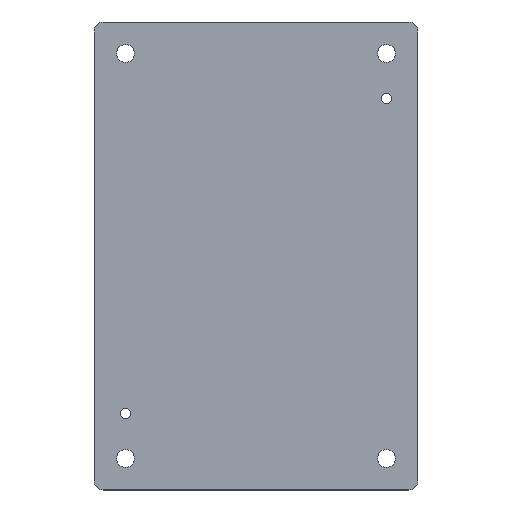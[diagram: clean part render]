
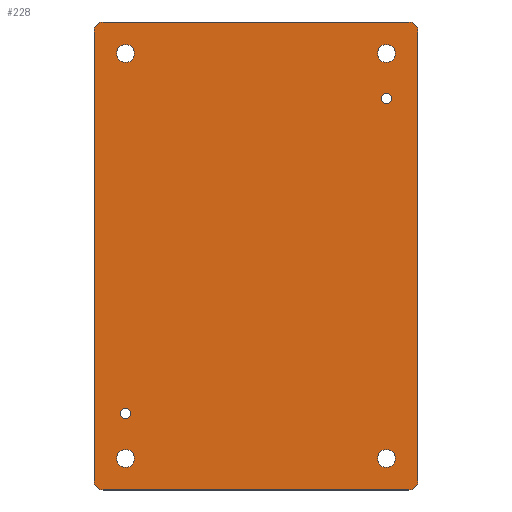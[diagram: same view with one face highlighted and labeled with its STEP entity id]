
A CAD part, top view. The second image highlights one B-rep face of the part: STEP entity #228.
In plain terms, the highlighted planar face has unit normal (0, 0, 1).
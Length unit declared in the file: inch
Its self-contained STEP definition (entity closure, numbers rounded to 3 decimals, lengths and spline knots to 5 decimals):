
#7 = EDGE_CURVE ( 'NONE', #178, #178, #419, .T. ) ;
#9 = DIRECTION ( 'NONE',  ( 1., 0., 0. ) ) ;
#19 = EDGE_CURVE ( 'NONE', #218, #544, #490, .T. ) ;
#21 = FACE_BOUND ( 'NONE', #576, .T. ) ;
#24 = DIRECTION ( 'NONE',  ( 0., 0., 1. ) ) ;
#25 = EDGE_LOOP ( 'NONE', ( #130 ) ) ;
#26 = DIRECTION ( 'NONE',  ( 1., 0., 0. ) ) ;
#36 = CIRCLE ( 'NONE', #518, 0.25 ) ;
#37 = CARTESIAN_POINT ( 'NONE',  ( -4.5, 0., 0. ) ) ;
#39 = LINE ( 'NONE', #215, #211 ) ;
#40 = EDGE_LOOP ( 'NONE', ( #295 ) ) ;
#45 = ORIENTED_EDGE ( 'NONE', *, *, #187, .T. ) ;
#50 = AXIS2_PLACEMENT_3D ( 'NONE', #361, #390, #498 ) ;
#57 = DIRECTION ( 'NONE',  ( 1., 0., 0. ) ) ;
#58 = FACE_BOUND ( 'NONE', #40, .T. ) ;
#68 = ORIENTED_EDGE ( 'NONE', *, *, #436, .T. ) ;
#69 = AXIS2_PLACEMENT_3D ( 'NONE', #70, #389, #302 ) ;
#70 = CARTESIAN_POINT ( 'NONE',  ( 3.625, -5.625, 0. ) ) ;
#73 = DIRECTION ( 'NONE',  ( 1., 0., 0. ) ) ;
#74 = EDGE_CURVE ( 'NONE', #401, #260, #36, .T. ) ;
#78 = EDGE_LOOP ( 'NONE', ( #250, #428, #582, #214, #570, #364, #68, #536 ) ) ;
#80 = VECTOR ( 'NONE', #399, 39.37008 ) ;
#88 = VERTEX_POINT ( 'NONE', #141 ) ;
#93 = DIRECTION ( 'NONE',  ( 0., 0., 1. ) ) ;
#97 = AXIS2_PLACEMENT_3D ( 'NONE', #557, #466, #57 ) ;
#111 = DIRECTION ( 'NONE',  ( 1., 0., 0. ) ) ;
#125 = AXIS2_PLACEMENT_3D ( 'NONE', #407, #501, #549 ) ;
#127 = VERTEX_POINT ( 'NONE', #421 ) ;
#130 = ORIENTED_EDGE ( 'NONE', *, *, #439, .T. ) ;
#133 = VERTEX_POINT ( 'NONE', #222 ) ;
#141 = CARTESIAN_POINT ( 'NONE',  ( -4.5, -6.25, 0. ) ) ;
#144 = DIRECTION ( 'NONE',  ( 0., 0., 1. ) ) ;
#145 = PLANE ( 'NONE',  #284 ) ;
#148 = FACE_BOUND ( 'NONE', #25, .T. ) ;
#153 = AXIS2_PLACEMENT_3D ( 'NONE', #319, #177, #174 ) ;
#158 = FACE_BOUND ( 'NONE', #402, .T. ) ;
#159 = VERTEX_POINT ( 'NONE', #374 ) ;
#172 = AXIS2_PLACEMENT_3D ( 'NONE', #383, #344, #26 ) ;
#174 = DIRECTION ( 'NONE',  ( 1., 0., 0. ) ) ;
#177 = DIRECTION ( 'NONE',  ( 0., 0., -1. ) ) ;
#178 = VERTEX_POINT ( 'NONE', #415 ) ;
#180 = AXIS2_PLACEMENT_3D ( 'NONE', #323, #93, #411 ) ;
#187 = EDGE_CURVE ( 'NONE', #321, #321, #577, .T. ) ;
#194 = CARTESIAN_POINT ( 'NONE',  ( 0., 0., 0. ) ) ;
#200 = VECTOR ( 'NONE', #73, 39.37008 ) ;
#210 = ORIENTED_EDGE ( 'NONE', *, *, #240, .T. ) ;
#211 = VECTOR ( 'NONE', #481, 39.37008 ) ;
#212 = DIRECTION ( 'NONE',  ( 0., -1., 0. ) ) ;
#214 = ORIENTED_EDGE ( 'NONE', *, *, #19, .T. ) ;
#215 = CARTESIAN_POINT ( 'NONE',  ( 4.5, 0., 0. ) ) ;
#218 = VERTEX_POINT ( 'NONE', #346 ) ;
#222 = CARTESIAN_POINT ( 'NONE',  ( 3.875, 5.625, 0. ) ) ;
#224 = CARTESIAN_POINT ( 'NONE',  ( 3.875, -5.625, 0. ) ) ;
#228 = ADVANCED_FACE ( 'NONE', ( #562, #58, #158, #21, #426, #148, #376 ), #145, .T. ) ;
#229 = VERTEX_POINT ( 'NONE', #224 ) ;
#240 = EDGE_CURVE ( 'NONE', #367, #367, #366, .T. ) ;
#247 = CIRCLE ( 'NONE', #125, 0.25 ) ;
#250 = ORIENTED_EDGE ( 'NONE', *, *, #455, .T. ) ;
#254 = ORIENTED_EDGE ( 'NONE', *, *, #400, .T. ) ;
#260 = VERTEX_POINT ( 'NONE', #513 ) ;
#264 = ORIENTED_EDGE ( 'NONE', *, *, #499, .T. ) ;
#265 = CARTESIAN_POINT ( 'NONE',  ( -3.48435, -4.375, 0. ) ) ;
#267 = VECTOR ( 'NONE', #212, 39.37008 ) ;
#278 = CARTESIAN_POINT ( 'NONE',  ( 4.25, 6.5, 0. ) ) ;
#284 = AXIS2_PLACEMENT_3D ( 'NONE', #194, #24, #111 ) ;
#295 = ORIENTED_EDGE ( 'NONE', *, *, #7, .T. ) ;
#302 = DIRECTION ( 'NONE',  ( 1., 0., 0. ) ) ;
#303 = VERTEX_POINT ( 'NONE', #278 ) ;
#304 = LINE ( 'NONE', #37, #267 ) ;
#307 = DIRECTION ( 'NONE',  ( 1., 0., 0. ) ) ;
#319 = CARTESIAN_POINT ( 'NONE',  ( 3.625, 4.375, 0. ) ) ;
#321 = VERTEX_POINT ( 'NONE', #413 ) ;
#322 = CARTESIAN_POINT ( 'NONE',  ( -4.25, -6.25, 0. ) ) ;
#323 = CARTESIAN_POINT ( 'NONE',  ( 4.25, 6.25, 0. ) ) ;
#340 = CIRCLE ( 'NONE', #69, 0.25 ) ;
#344 = DIRECTION ( 'NONE',  ( 0., 0., -1. ) ) ;
#346 = CARTESIAN_POINT ( 'NONE',  ( 4.25, -6.5, 0. ) ) ;
#348 = CARTESIAN_POINT ( 'NONE',  ( -4.25, 6.5, 0. ) ) ;
#361 = CARTESIAN_POINT ( 'NONE',  ( 4.25, -6.25, 0. ) ) ;
#364 = ORIENTED_EDGE ( 'NONE', *, *, #553, .T. ) ;
#366 = CIRCLE ( 'NONE', #172, 0.14065 ) ;
#367 = VERTEX_POINT ( 'NONE', #265 ) ;
#372 = EDGE_CURVE ( 'NONE', #159, #218, #579, .T. ) ;
#374 = CARTESIAN_POINT ( 'NONE',  ( -4.25, -6.5, 0. ) ) ;
#376 = FACE_OUTER_BOUND ( 'NONE', #78, .T. ) ;
#382 = AXIS2_PLACEMENT_3D ( 'NONE', #533, #485, #307 ) ;
#383 = CARTESIAN_POINT ( 'NONE',  ( -3.625, -4.375, 0. ) ) ;
#389 = DIRECTION ( 'NONE',  ( 0., 0., -1. ) ) ;
#390 = DIRECTION ( 'NONE',  ( 0., 0., 1. ) ) ;
#395 = CARTESIAN_POINT ( 'NONE',  ( 0., -6.5, 0. ) ) ;
#399 = DIRECTION ( 'NONE',  ( -1., 0., 0. ) ) ;
#400 = EDGE_CURVE ( 'NONE', #461, #461, #412, .T. ) ;
#401 = VERTEX_POINT ( 'NONE', #348 ) ;
#402 = EDGE_LOOP ( 'NONE', ( #210 ) ) ;
#407 = CARTESIAN_POINT ( 'NONE',  ( 3.625, 5.625, 0. ) ) ;
#410 = EDGE_CURVE ( 'NONE', #544, #127, #39, .T. ) ;
#411 = DIRECTION ( 'NONE',  ( 1., 0., 0. ) ) ;
#412 = CIRCLE ( 'NONE', #382, 0.25 ) ;
#413 = CARTESIAN_POINT ( 'NONE',  ( -3.375, -5.625, 0. ) ) ;
#415 = CARTESIAN_POINT ( 'NONE',  ( 3.7655, 4.375, 0. ) ) ;
#419 = CIRCLE ( 'NONE', #153, 0.1405 ) ;
#421 = CARTESIAN_POINT ( 'NONE',  ( 4.5, 6.25, 0. ) ) ;
#426 = FACE_BOUND ( 'NONE', #483, .T. ) ;
#428 = ORIENTED_EDGE ( 'NONE', *, *, #510, .T. ) ;
#436 = EDGE_CURVE ( 'NONE', #303, #401, #535, .T. ) ;
#439 = EDGE_CURVE ( 'NONE', #229, #229, #340, .T. ) ;
#454 = CARTESIAN_POINT ( 'NONE',  ( -3.375, 5.625, 0. ) ) ;
#455 = EDGE_CURVE ( 'NONE', #260, #88, #304, .T. ) ;
#459 = AXIS2_PLACEMENT_3D ( 'NONE', #322, #507, #9 ) ;
#461 = VERTEX_POINT ( 'NONE', #454 ) ;
#462 = CARTESIAN_POINT ( 'NONE',  ( -4.25, 6.25, 0. ) ) ;
#466 = DIRECTION ( 'NONE',  ( 0., 0., -1. ) ) ;
#470 = DIRECTION ( 'NONE',  ( 1., 0., 0. ) ) ;
#481 = DIRECTION ( 'NONE',  ( 0., 1., 0. ) ) ;
#483 = EDGE_LOOP ( 'NONE', ( #254 ) ) ;
#485 = DIRECTION ( 'NONE',  ( 0., 0., -1. ) ) ;
#489 = CARTESIAN_POINT ( 'NONE',  ( 0., 6.5, 0. ) ) ;
#490 = CIRCLE ( 'NONE', #50, 0.25 ) ;
#498 = DIRECTION ( 'NONE',  ( 1., 0., 0. ) ) ;
#499 = EDGE_CURVE ( 'NONE', #133, #133, #247, .T. ) ;
#501 = DIRECTION ( 'NONE',  ( 0., 0., -1. ) ) ;
#504 = CARTESIAN_POINT ( 'NONE',  ( 4.5, -6.25, 0. ) ) ;
#507 = DIRECTION ( 'NONE',  ( 0., 0., 1. ) ) ;
#510 = EDGE_CURVE ( 'NONE', #88, #159, #548, .T. ) ;
#513 = CARTESIAN_POINT ( 'NONE',  ( -4.5, 6.25, 0. ) ) ;
#518 = AXIS2_PLACEMENT_3D ( 'NONE', #462, #144, #470 ) ;
#523 = EDGE_LOOP ( 'NONE', ( #45 ) ) ;
#533 = CARTESIAN_POINT ( 'NONE',  ( -3.625, 5.625, 0. ) ) ;
#535 = LINE ( 'NONE', #489, #80 ) ;
#536 = ORIENTED_EDGE ( 'NONE', *, *, #74, .T. ) ;
#539 = CIRCLE ( 'NONE', #180, 0.25 ) ;
#544 = VERTEX_POINT ( 'NONE', #504 ) ;
#548 = CIRCLE ( 'NONE', #459, 0.25 ) ;
#549 = DIRECTION ( 'NONE',  ( 1., 0., 0. ) ) ;
#553 = EDGE_CURVE ( 'NONE', #127, #303, #539, .T. ) ;
#557 = CARTESIAN_POINT ( 'NONE',  ( -3.625, -5.625, 0. ) ) ;
#562 = FACE_BOUND ( 'NONE', #523, .T. ) ;
#570 = ORIENTED_EDGE ( 'NONE', *, *, #410, .T. ) ;
#576 = EDGE_LOOP ( 'NONE', ( #264 ) ) ;
#577 = CIRCLE ( 'NONE', #97, 0.25 ) ;
#579 = LINE ( 'NONE', #395, #200 ) ;
#582 = ORIENTED_EDGE ( 'NONE', *, *, #372, .T. ) ;
